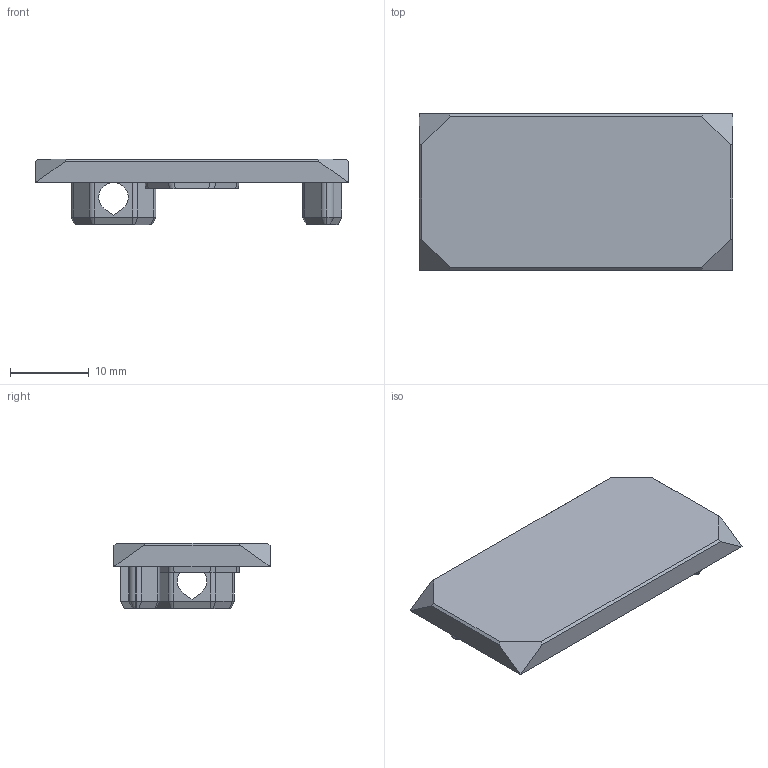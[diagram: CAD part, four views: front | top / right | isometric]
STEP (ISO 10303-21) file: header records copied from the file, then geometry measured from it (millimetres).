
FILE_DESCRIPTION(/* description */ (''),/* implementation_level */ '2;1');
FILE_NAME(/* name */ 'MB-end-cap-Z-left.step',/* time_stamp */ '2023-03-27T18:46:32+02:00',/* author */ (''),/* organization */ (''),/* preprocessor_version */ 'ST-DEVELOPER v19.2',/* originating_system */ 'Autodesk Translation Framework v11.17.0.187',/* authorisation */ '');
FILE_SCHEMA (('AUTOMOTIVE_DESIGN { 1 0 10303 214 3 1 1 }'));
Length unit declared in the file: millimetre
Products named in the file (2): MB-end-cap-Z v2(Mirror); end_cap_z_axis(Mirror)
Assembly tree (1 placements, depth 2):
  MB-end-cap-Z v2(Mirror)
    end_cap_z_axis(Mirror)
Bounding box: 39.9 x 19.9 x 8.4 mm (x, y, z)
Volume: 2595.2 mm3; surface area: 2409.4 mm2
Topology: 1 solids, 1 shells, 120 faces, 310 edges, 191 vertices
Faces by surface type: plane 82, cylinder 22, cone 16
Entity records: 3646 total; most frequent: CARTESIAN_POINT 632, ORIENTED_EDGE 620, DIRECTION 616, EDGE_CURVE 310, LINE 242, VECTOR 242, VERTEX_POINT 191, AXIS2_PLACEMENT_3D 187
